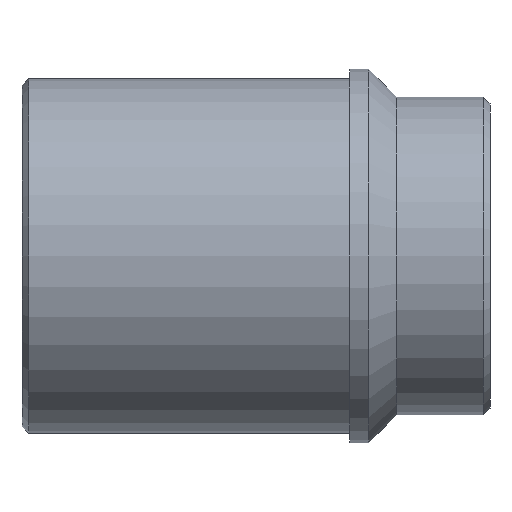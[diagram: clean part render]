
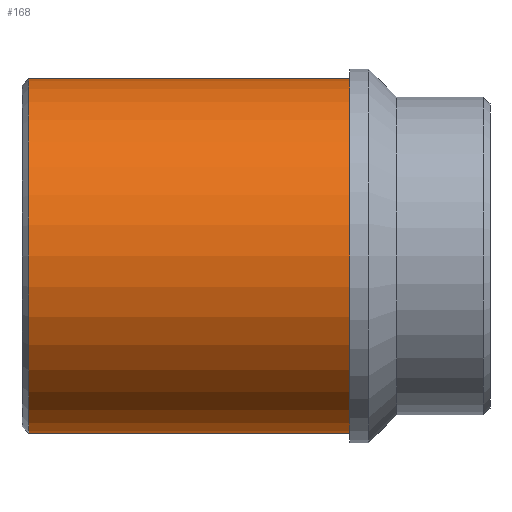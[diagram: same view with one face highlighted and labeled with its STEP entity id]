
A CAD part, left-side view. The second image highlights one B-rep face of the part: STEP entity #168.
In plain terms, the highlighted cylindrical face has radius 19 mm (diameter 38 mm), a full revolution.
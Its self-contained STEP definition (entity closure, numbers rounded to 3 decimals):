
#40=CYLINDRICAL_SURFACE('',#286,19.);
#49=CIRCLE('',#285,19.);
#50=CIRCLE('',#287,19.);
#62=VERTEX_POINT('',#197);
#63=VERTEX_POINT('',#200);
#75=EDGE_CURVE('',#62,#62,#49,.T.);
#76=EDGE_CURVE('',#63,#63,#50,.T.);
#92=ORIENTED_EDGE('',*,*,#76,.T.);
#93=ORIENTED_EDGE('',*,*,#75,.T.);
#118=EDGE_LOOP('',(#92));
#119=EDGE_LOOP('',(#93));
#144=FACE_BOUND('',#118,.T.);
#145=FACE_BOUND('',#119,.T.);
#168=ADVANCED_FACE('',(#144,#145),#40,.T.);
#197=CARTESIAN_POINT('',(-146698.973,-182.118,17.496));
#198=CARTESIAN_POINT('',(-146679.973,-182.118,17.496));
#199=CARTESIAN_POINT('',(-146679.973,-179.569,17.496));
#200=CARTESIAN_POINT('',(-146660.973,-147.678,17.496));
#201=CARTESIAN_POINT('',(-146679.973,-147.678,17.496));
#243=DIRECTION('',(0.,1.,0.));
#244=DIRECTION('',(-1.,0.,0.));
#245=DIRECTION('',(0.,1.,0.));
#246=DIRECTION('',(-1.,0.,0.));
#247=DIRECTION('',(0.,-1.,0.));
#248=DIRECTION('',(1.,0.,0.));
#285=AXIS2_PLACEMENT_3D('',#198,#243,#244);
#286=AXIS2_PLACEMENT_3D('',#199,#245,#246);
#287=AXIS2_PLACEMENT_3D('',#201,#247,#248);
